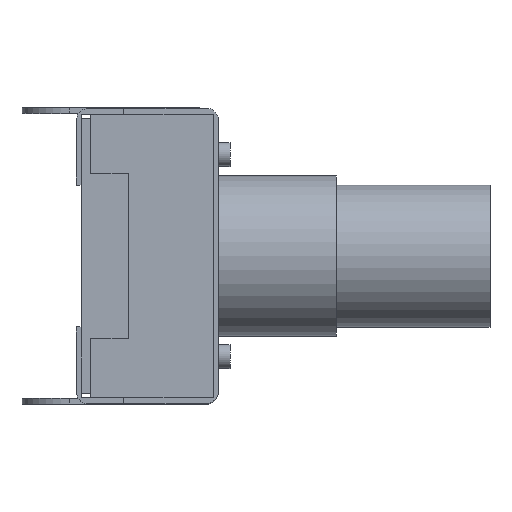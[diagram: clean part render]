
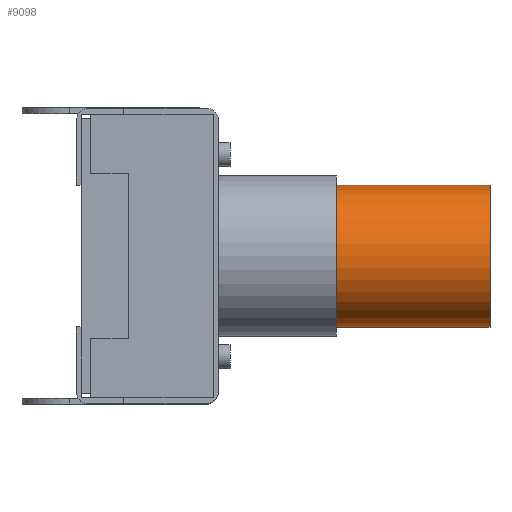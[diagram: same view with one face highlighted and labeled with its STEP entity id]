
A CAD part, top view. The second image highlights one B-rep face of the part: STEP entity #9098.
In plain terms, the highlighted cylindrical face has radius 3 mm (diameter 6 mm), a full revolution.
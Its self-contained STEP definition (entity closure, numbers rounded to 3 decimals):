
#8661 = PLANE('',#8662);
#8662 = AXIS2_PLACEMENT_3D('',#8663,#8664,#8665);
#8663 = CARTESIAN_POINT('',(11.,0.,10.));
#8664 = DIRECTION('',(1.,0.,0.));
#8665 = DIRECTION('',(0.,0.,-1.));
#9055 = EDGE_CURVE('',#9056,#9056,#9058,.T.);
#9056 = VERTEX_POINT('',#9057);
#9057 = CARTESIAN_POINT('',(11.,0.,7.));
#9058 = SURFACE_CURVE('',#9059,(#9064,#9071),.PCURVE_S1.);
#9059 = CIRCLE('',#9060,3.);
#9060 = AXIS2_PLACEMENT_3D('',#9061,#9062,#9063);
#9061 = CARTESIAN_POINT('',(11.,0.,10.));
#9062 = DIRECTION('',(1.,-0.,0.));
#9063 = DIRECTION('',(0.,0.,-1.));
#9064 = PCURVE('',#8661,#9065);
#9065 = DEFINITIONAL_REPRESENTATION('',(#9066),#9070);
#9066 = CIRCLE('',#9067,3.);
#9067 = AXIS2_PLACEMENT_2D('',#9068,#9069);
#9068 = CARTESIAN_POINT('',(0.,0.));
#9069 = DIRECTION('',(1.,0.));
#9070 = ( GEOMETRIC_REPRESENTATION_CONTEXT(2) 
PARAMETRIC_REPRESENTATION_CONTEXT() REPRESENTATION_CONTEXT('2D SPACE',''
  ) );
#9071 = PCURVE('',#9072,#9077);
#9072 = CYLINDRICAL_SURFACE('',#9073,3.);
#9073 = AXIS2_PLACEMENT_3D('',#9074,#9075,#9076);
#9074 = CARTESIAN_POINT('',(6.,0.,10.));
#9075 = DIRECTION('',(1.,0.,0.));
#9076 = DIRECTION('',(0.,0.,-1.));
#9077 = DEFINITIONAL_REPRESENTATION('',(#9078),#9082);
#9078 = LINE('',#9079,#9080);
#9079 = CARTESIAN_POINT('',(0.,5.));
#9080 = VECTOR('',#9081,1.);
#9081 = DIRECTION('',(1.,0.));
#9082 = ( GEOMETRIC_REPRESENTATION_CONTEXT(2) 
PARAMETRIC_REPRESENTATION_CONTEXT() REPRESENTATION_CONTEXT('2D SPACE',''
  ) );
#9098 = ADVANCED_FACE('',(#9099),#9072,.T.);
#9099 = FACE_BOUND('',#9100,.T.);
#9100 = EDGE_LOOP('',(#9101,#9124,#9151,#9152));
#9101 = ORIENTED_EDGE('',*,*,#9102,.T.);
#9102 = EDGE_CURVE('',#9056,#9103,#9105,.T.);
#9103 = VERTEX_POINT('',#9104);
#9104 = CARTESIAN_POINT('',(17.5,0.,7.));
#9105 = SEAM_CURVE('',#9106,(#9110,#9117),.PCURVE_S1.);
#9106 = LINE('',#9107,#9108);
#9107 = CARTESIAN_POINT('',(6.,0.,7.));
#9108 = VECTOR('',#9109,1.);
#9109 = DIRECTION('',(1.,0.,0.));
#9110 = PCURVE('',#9072,#9111);
#9111 = DEFINITIONAL_REPRESENTATION('',(#9112),#9116);
#9112 = LINE('',#9113,#9114);
#9113 = CARTESIAN_POINT('',(6.283,-0.));
#9114 = VECTOR('',#9115,1.);
#9115 = DIRECTION('',(0.,1.));
#9116 = ( GEOMETRIC_REPRESENTATION_CONTEXT(2) 
PARAMETRIC_REPRESENTATION_CONTEXT() REPRESENTATION_CONTEXT('2D SPACE',''
  ) );
#9117 = PCURVE('',#9072,#9118);
#9118 = DEFINITIONAL_REPRESENTATION('',(#9119),#9123);
#9119 = LINE('',#9120,#9121);
#9120 = CARTESIAN_POINT('',(0.,-0.));
#9121 = VECTOR('',#9122,1.);
#9122 = DIRECTION('',(0.,1.));
#9123 = ( GEOMETRIC_REPRESENTATION_CONTEXT(2) 
PARAMETRIC_REPRESENTATION_CONTEXT() REPRESENTATION_CONTEXT('2D SPACE',''
  ) );
#9124 = ORIENTED_EDGE('',*,*,#9125,.F.);
#9125 = EDGE_CURVE('',#9103,#9103,#9126,.T.);
#9126 = SURFACE_CURVE('',#9127,(#9132,#9139),.PCURVE_S1.);
#9127 = CIRCLE('',#9128,3.);
#9128 = AXIS2_PLACEMENT_3D('',#9129,#9130,#9131);
#9129 = CARTESIAN_POINT('',(17.5,0.,10.));
#9130 = DIRECTION('',(1.,-0.,0.));
#9131 = DIRECTION('',(0.,0.,-1.));
#9132 = PCURVE('',#9072,#9133);
#9133 = DEFINITIONAL_REPRESENTATION('',(#9134),#9138);
#9134 = LINE('',#9135,#9136);
#9135 = CARTESIAN_POINT('',(0.,11.5));
#9136 = VECTOR('',#9137,1.);
#9137 = DIRECTION('',(1.,0.));
#9138 = ( GEOMETRIC_REPRESENTATION_CONTEXT(2) 
PARAMETRIC_REPRESENTATION_CONTEXT() REPRESENTATION_CONTEXT('2D SPACE',''
  ) );
#9139 = PCURVE('',#9140,#9145);
#9140 = PLANE('',#9141);
#9141 = AXIS2_PLACEMENT_3D('',#9142,#9143,#9144);
#9142 = CARTESIAN_POINT('',(17.5,0.,10.));
#9143 = DIRECTION('',(1.,0.,0.));
#9144 = DIRECTION('',(0.,0.,-1.));
#9145 = DEFINITIONAL_REPRESENTATION('',(#9146),#9150);
#9146 = CIRCLE('',#9147,3.);
#9147 = AXIS2_PLACEMENT_2D('',#9148,#9149);
#9148 = CARTESIAN_POINT('',(0.,0.));
#9149 = DIRECTION('',(1.,0.));
#9150 = ( GEOMETRIC_REPRESENTATION_CONTEXT(2) 
PARAMETRIC_REPRESENTATION_CONTEXT() REPRESENTATION_CONTEXT('2D SPACE',''
  ) );
#9151 = ORIENTED_EDGE('',*,*,#9102,.F.);
#9152 = ORIENTED_EDGE('',*,*,#9055,.T.);
